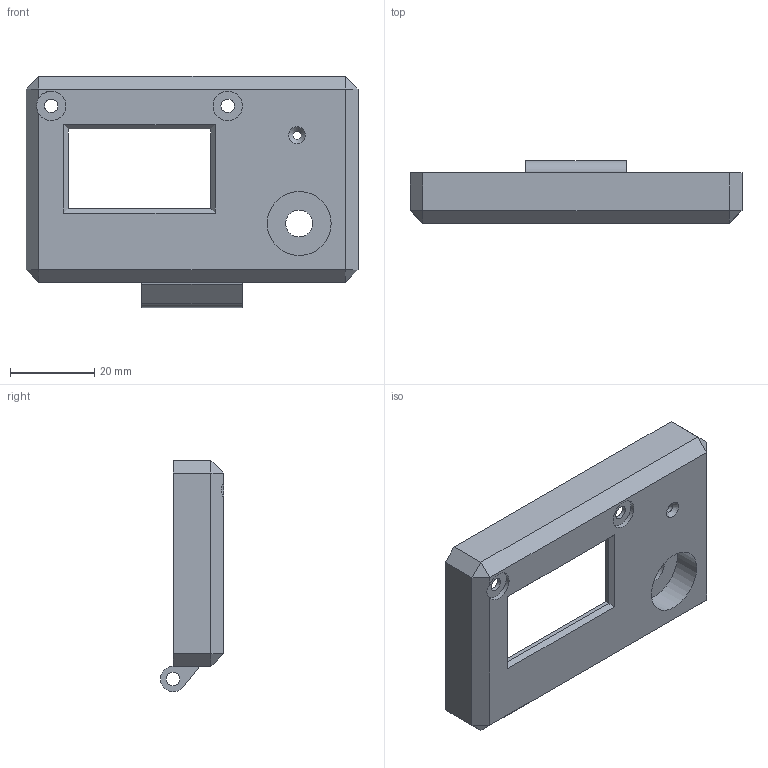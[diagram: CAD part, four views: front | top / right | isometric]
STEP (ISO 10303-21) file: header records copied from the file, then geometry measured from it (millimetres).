
FILE_DESCRIPTION(('FreeCAD Model'),'2;1');
FILE_NAME('Open CASCADE Shape Model','2024-12-25T20:53:31',(''),(''), 'Open CASCADE STEP processor 7.6','FreeCAD','Unknown');
FILE_SCHEMA(('AUTOMOTIVE_DESIGN { 1 0 10303 214 1 1 1 1 }'));
Length unit declared in the file: millimetre
Products named in the file (1): hinged.lid
Bounding box: 79 x 15 x 55 mm (x, y, z)
Volume: 13704.5 mm3; surface area: 12597.6 mm2
Topology: 1 solids, 1 shells, 100 faces, 219 edges, 136 vertices
Faces by surface type: plane 73, cylinder 26, cone 1
Full cylindrical faces by diameter (mm): 2 x9, 3.2 x3, 5 x4, 6 x4, 6.4 x1, 7 x2, 15.2 x1
Entity records: 5674 total; most frequent: CARTESIAN_POINT 1135, DIRECTION 850, LINE 476, VECTOR 476, ORIENTED_EDGE 438, PCURVE 438, DEFINITIONAL_REPRESENTATION 438, EDGE_CURVE 219
